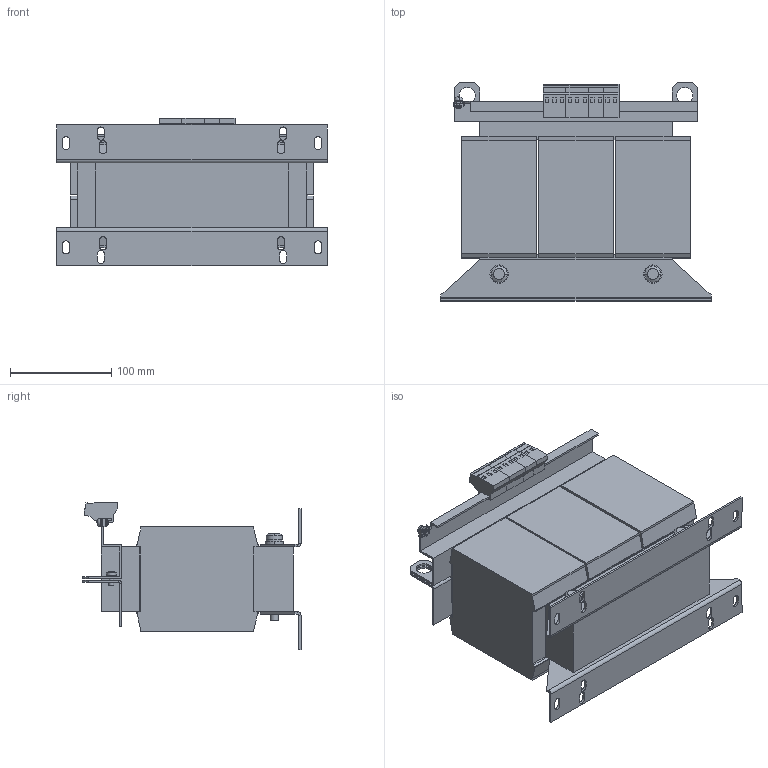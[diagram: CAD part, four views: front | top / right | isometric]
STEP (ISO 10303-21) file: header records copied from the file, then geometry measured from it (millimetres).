
FILE_DESCRIPTION (( 'STEP AP214' ), '1' );
FILE_NAME ('201816.STEP', '2020-05-28T17:24:02', ( '' ), ( '' ), 'SwSTEP 2.0', 'SolidWorks 2018', '' );
FILE_SCHEMA (( 'AUTOMOTIVE_DESIGN' ));
Length unit declared in the file: millimetre
Products named in the file (1): 201816
Bounding box: 267 x 215.5 x 145.5 mm (x, y, z)
Volume: 3727374.1 mm3; surface area: 326558.5 mm2
Topology: 1 solids, 1 shells, 590 faces, 1516 edges, 958 vertices
Faces by surface type: plane 446, cylinder 116, torus 14, sphere 8, cone 6
Entity records: 17799 total; most frequent: CARTESIAN_POINT 3189, ORIENTED_EDGE 3028, DIRECTION 2969, EDGE_CURVE 1514, LINE 1185, VECTOR 1185, VERTEX_POINT 958, AXIS2_PLACEMENT_3D 892
